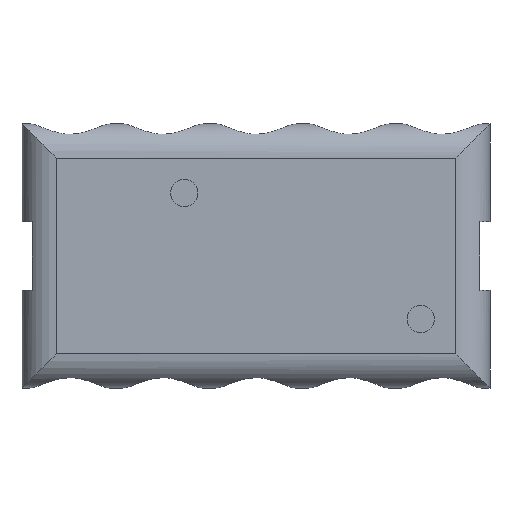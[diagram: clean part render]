
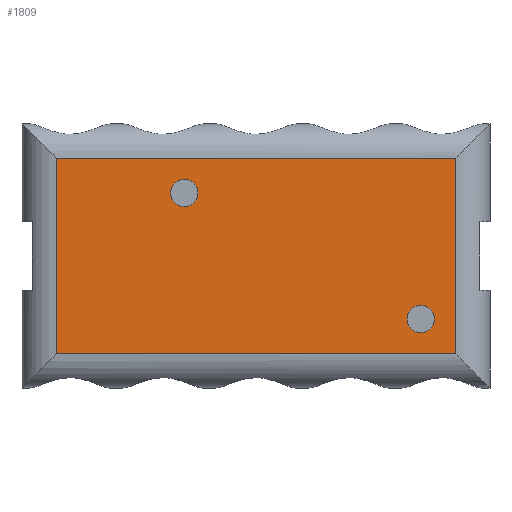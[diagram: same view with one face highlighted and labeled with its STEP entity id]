
A CAD part, front view. The second image highlights one B-rep face of the part: STEP entity #1809.
In plain terms, the highlighted planar face has unit normal (0, -1, 0).
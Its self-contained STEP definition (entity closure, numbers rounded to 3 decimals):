
#118 = FACE_BOUND ( 'NONE', #1213, .T. ) ;
#260 = CIRCLE ( 'NONE', #2538, 2.8 ) ;
#293 = LINE ( 'NONE', #2889, #2932 ) ;
#296 = CARTESIAN_POINT ( 'NONE',  ( 81.458, -2., -39.858 ) ) ;
#307 = DIRECTION ( 'NONE',  ( 0., -1., 0. ) ) ;
#313 = DIRECTION ( 'NONE',  ( 1., 0., 0. ) ) ;
#355 = ORIENTED_EDGE ( 'NONE', *, *, #2507, .F. ) ;
#361 = FACE_BOUND ( 'NONE', #2527, .T. ) ;
#553 = CARTESIAN_POINT ( 'NONE',  ( 81.458, -2., -37.058 ) ) ;
#613 = DIRECTION ( 'NONE',  ( 0., 0., -1. ) ) ;
#682 = LINE ( 'NONE', #2612, #918 ) ;
#788 = PLANE ( 'NONE',  #2124 ) ;
#803 = DIRECTION ( 'NONE',  ( 0., 0., -1. ) ) ;
#830 = EDGE_CURVE ( 'NONE', #2682, #2411, #2253, .T. ) ;
#832 = EDGE_LOOP ( 'NONE', ( #1197, #1474, #2866, #1364 ) ) ;
#880 = CIRCLE ( 'NONE', #2961, 2.8 ) ;
#918 = VECTOR ( 'NONE', #1329, 1000. ) ;
#941 = CARTESIAN_POINT ( 'NONE',  ( 81.458, -2., -39.858 ) ) ;
#1032 = DIRECTION ( 'NONE',  ( 0., -1., 0. ) ) ;
#1063 = VECTOR ( 'NONE', #2970, 1000. ) ;
#1089 = CARTESIAN_POINT ( 'NONE',  ( 95.6, -2., -47. ) ) ;
#1197 = ORIENTED_EDGE ( 'NONE', *, *, #3151, .T. ) ;
#1198 = CARTESIAN_POINT ( 'NONE',  ( 33.142, -2., -16.942 ) ) ;
#1213 = EDGE_LOOP ( 'NONE', ( #3122, #355 ) ) ;
#1243 = DIRECTION ( 'NONE',  ( 0., 0., -1. ) ) ;
#1262 = CARTESIAN_POINT ( 'NONE',  ( 33.142, -2., -14.142 ) ) ;
#1329 = DIRECTION ( 'NONE',  ( -1., 0., 0. ) ) ;
#1358 = VECTOR ( 'NONE', #313, 1000. ) ;
#1364 = ORIENTED_EDGE ( 'NONE', *, *, #1990, .T. ) ;
#1456 = VERTEX_POINT ( 'NONE', #1650 ) ;
#1474 = ORIENTED_EDGE ( 'NONE', *, *, #2747, .T. ) ;
#1493 = EDGE_CURVE ( 'NONE', #2411, #2682, #880, .T. ) ;
#1508 = CARTESIAN_POINT ( 'NONE',  ( 0., -2., 0. ) ) ;
#1574 = DIRECTION ( 'NONE',  ( 0., 0., -1. ) ) ;
#1650 = CARTESIAN_POINT ( 'NONE',  ( 88.6, -2., -7. ) ) ;
#1768 = DIRECTION ( 'NONE',  ( 0., -1., 0. ) ) ;
#1809 = ADVANCED_FACE ( 'NONE', ( #2994, #118, #361 ), #788, .T. ) ;
#1814 = CARTESIAN_POINT ( 'NONE',  ( 33.142, -2., -14.142 ) ) ;
#1865 = AXIS2_PLACEMENT_3D ( 'NONE', #1262, #1768, #1243 ) ;
#1964 = CARTESIAN_POINT ( 'NONE',  ( 7., -2., -47. ) ) ;
#1990 = EDGE_CURVE ( 'NONE', #1456, #2649, #682, .T. ) ;
#2112 = ORIENTED_EDGE ( 'NONE', *, *, #1493, .F. ) ;
#2124 = AXIS2_PLACEMENT_3D ( 'NONE', #1508, #1032, #803 ) ;
#2190 = CARTESIAN_POINT ( 'NONE',  ( 88.6, -2., 0. ) ) ;
#2220 = EDGE_CURVE ( 'NONE', #2545, #1456, #2604, .T. ) ;
#2237 = VERTEX_POINT ( 'NONE', #2937 ) ;
#2253 = CIRCLE ( 'NONE', #3015, 2.8 ) ;
#2273 = LINE ( 'NONE', #1089, #1358 ) ;
#2305 = CARTESIAN_POINT ( 'NONE',  ( 81.458, -2., -42.658 ) ) ;
#2310 = ORIENTED_EDGE ( 'NONE', *, *, #830, .F. ) ;
#2333 = EDGE_CURVE ( 'NONE', #3179, #2237, #2754, .T. ) ;
#2364 = DIRECTION ( 'NONE',  ( 0., -1., 0. ) ) ;
#2411 = VERTEX_POINT ( 'NONE', #553 ) ;
#2427 = DIRECTION ( 'NONE',  ( 0., -1., 0. ) ) ;
#2507 = EDGE_CURVE ( 'NONE', #2237, #3179, #260, .T. ) ;
#2527 = EDGE_LOOP ( 'NONE', ( #2310, #2112 ) ) ;
#2538 = AXIS2_PLACEMENT_3D ( 'NONE', #1814, #307, #3039 ) ;
#2545 = VERTEX_POINT ( 'NONE', #3168 ) ;
#2604 = LINE ( 'NONE', #2190, #1063 ) ;
#2612 = CARTESIAN_POINT ( 'NONE',  ( 0., -2., -7. ) ) ;
#2649 = VERTEX_POINT ( 'NONE', #3251 ) ;
#2682 = VERTEX_POINT ( 'NONE', #2305 ) ;
#2747 = EDGE_CURVE ( 'NONE', #3205, #2545, #2273, .T. ) ;
#2754 = CIRCLE ( 'NONE', #1865, 2.8 ) ;
#2866 = ORIENTED_EDGE ( 'NONE', *, *, #2220, .T. ) ;
#2889 = CARTESIAN_POINT ( 'NONE',  ( 7., -2., -54. ) ) ;
#2908 = DIRECTION ( 'NONE',  ( 0., 0., -1. ) ) ;
#2932 = VECTOR ( 'NONE', #613, 1000. ) ;
#2937 = CARTESIAN_POINT ( 'NONE',  ( 33.142, -2., -11.342 ) ) ;
#2961 = AXIS2_PLACEMENT_3D ( 'NONE', #941, #2427, #2908 ) ;
#2970 = DIRECTION ( 'NONE',  ( 0., 0., 1. ) ) ;
#2994 = FACE_OUTER_BOUND ( 'NONE', #832, .T. ) ;
#3015 = AXIS2_PLACEMENT_3D ( 'NONE', #296, #2364, #1574 ) ;
#3039 = DIRECTION ( 'NONE',  ( 0., 0., -1. ) ) ;
#3122 = ORIENTED_EDGE ( 'NONE', *, *, #2333, .F. ) ;
#3151 = EDGE_CURVE ( 'NONE', #2649, #3205, #293, .T. ) ;
#3168 = CARTESIAN_POINT ( 'NONE',  ( 88.6, -2., -47. ) ) ;
#3179 = VERTEX_POINT ( 'NONE', #1198 ) ;
#3205 = VERTEX_POINT ( 'NONE', #1964 ) ;
#3251 = CARTESIAN_POINT ( 'NONE',  ( 7., -2., -7. ) ) ;
